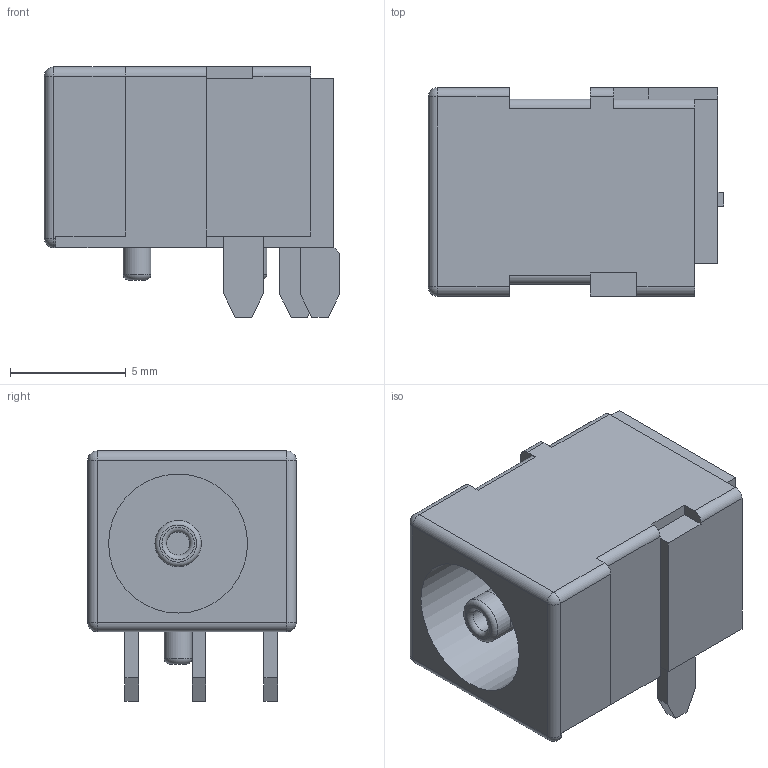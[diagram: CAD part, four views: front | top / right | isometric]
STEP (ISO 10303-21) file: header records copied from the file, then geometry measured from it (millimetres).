
FILE_DESCRIPTION(('for SolidWorks'),'2;1');
FILE_NAME('4840-2221.step', '2016-08-25T13:52:36',('Serg'),(''),'Open CASCADE STEP processor 6.6', 'DipTrace','Unknown');
FILE_SCHEMA(('AUTOMOTIVE_DESIGN { 1 0 10303 214 1 1 1 1 }'));
Length unit declared in the file: millimetre
Products named in the file (3): ASSEMBLY; 4840-2221; 4840-2221_001
Assembly tree (2 placements, depth 2):
  ASSEMBLY
    4840-2221
    4840-2221_001
Bounding box: 12.75 x 9 x 10.8 mm (x, y, z)
Volume: 575.2 mm3; surface area: 897.2 mm2
Topology: 6 solids, 6 shells, 98 faces, 243 edges, 156 vertices
Faces by surface type: plane 69, cylinder 21, sphere 4, torus 4
Full cylindrical faces by diameter (mm): 1 x2, 1.2 x2, 2 x2, 6 x1
Entity records: 2955 total; most frequent: CARTESIAN_POINT 496, DIRECTION 491, ORIENTED_EDGE 478, EDGE_CURVE 239, LINE 189, VECTOR 189, VERTEX_POINT 156, AXIS2_PLACEMENT_3D 151
